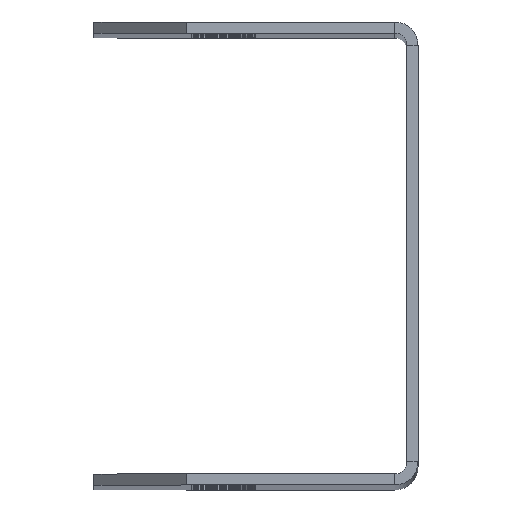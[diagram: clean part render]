
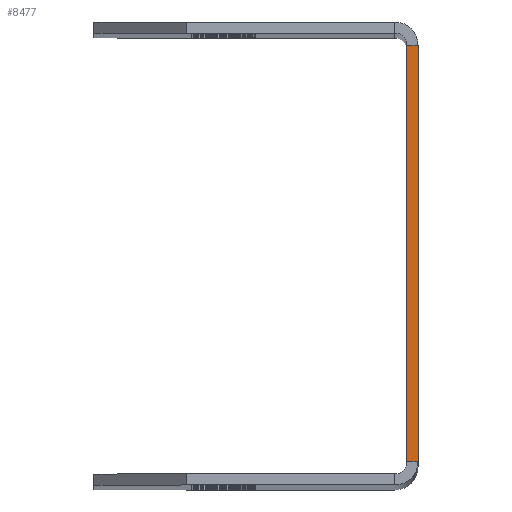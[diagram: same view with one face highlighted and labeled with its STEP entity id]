
A CAD part, top view. The second image highlights one B-rep face of the part: STEP entity #8477.
In plain terms, the highlighted planar face has unit normal (0, 0, 1).
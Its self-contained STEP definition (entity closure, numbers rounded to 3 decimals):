
#634 = CARTESIAN_POINT ( 'NONE',  ( 35., -2.5, 310. ) ) ;
#663 = VERTEX_POINT ( 'NONE', #8916 ) ;
#714 = CARTESIAN_POINT ( 'NONE',  ( 33.8, 0., 310. ) ) ;
#853 = CARTESIAN_POINT ( 'NONE',  ( 35., 0., 310. ) ) ;
#1741 = DIRECTION ( 'NONE',  ( 1., 0., 0. ) ) ;
#1765 = FACE_OUTER_BOUND ( 'NONE', #8138, .T. ) ;
#2011 = ORIENTED_EDGE ( 'NONE', *, *, #6604, .F. ) ;
#2038 = CARTESIAN_POINT ( 'NONE',  ( 33.8, -47.5, 310. ) ) ;
#2227 = AXIS2_PLACEMENT_3D ( 'NONE', #6565, #8780, #8223 ) ;
#3332 = ORIENTED_EDGE ( 'NONE', *, *, #5412, .T. ) ;
#4023 = VECTOR ( 'NONE', #4578, 1000. ) ;
#4578 = DIRECTION ( 'NONE',  ( 0., -1., 0. ) ) ;
#4902 = PLANE ( 'NONE',  #2227 ) ;
#5404 = CARTESIAN_POINT ( 'NONE',  ( 35., -47.5, 310. ) ) ;
#5412 = EDGE_CURVE ( 'NONE', #8838, #663, #7903, .T. ) ;
#5413 = ORIENTED_EDGE ( 'NONE', *, *, #9501, .T. ) ;
#6032 = EDGE_CURVE ( 'NONE', #9836, #7753, #6432, .T. ) ;
#6432 = LINE ( 'NONE', #8089, #6615 ) ;
#6565 = CARTESIAN_POINT ( 'NONE',  ( 32.5, -1.2, 310. ) ) ;
#6604 = EDGE_CURVE ( 'NONE', #8838, #7753, #7924, .T. ) ;
#6615 = VECTOR ( 'NONE', #1741, 1000. ) ;
#7323 = CARTESIAN_POINT ( 'NONE',  ( 35., -2.5, 310. ) ) ;
#7383 = ORIENTED_EDGE ( 'NONE', *, *, #6032, .T. ) ;
#7651 = VECTOR ( 'NONE', #9248, 1000. ) ;
#7753 = VERTEX_POINT ( 'NONE', #5404 ) ;
#7903 = LINE ( 'NONE', #634, #7651 ) ;
#7924 = LINE ( 'NONE', #853, #8756 ) ;
#8089 = CARTESIAN_POINT ( 'NONE',  ( 33.8, -47.5, 310. ) ) ;
#8138 = EDGE_LOOP ( 'NONE', ( #2011, #3332, #5413, #7383 ) ) ;
#8223 = DIRECTION ( 'NONE',  ( 1., 0., 0. ) ) ;
#8477 = ADVANCED_FACE ( 'NONE', ( #1765 ), #4902, .T. ) ;
#8756 = VECTOR ( 'NONE', #9327, 1000. ) ;
#8780 = DIRECTION ( 'NONE',  ( 0., 0., 1. ) ) ;
#8838 = VERTEX_POINT ( 'NONE', #7323 ) ;
#8916 = CARTESIAN_POINT ( 'NONE',  ( 33.8, -2.5, 310. ) ) ;
#9248 = DIRECTION ( 'NONE',  ( -1., 0., 0. ) ) ;
#9327 = DIRECTION ( 'NONE',  ( 0., -1., 0. ) ) ;
#9501 = EDGE_CURVE ( 'NONE', #663, #9836, #10156, .T. ) ;
#9836 = VERTEX_POINT ( 'NONE', #2038 ) ;
#10156 = LINE ( 'NONE', #714, #4023 ) ;
